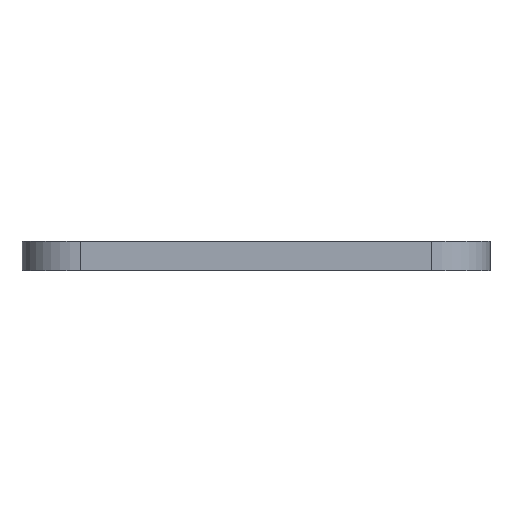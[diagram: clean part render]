
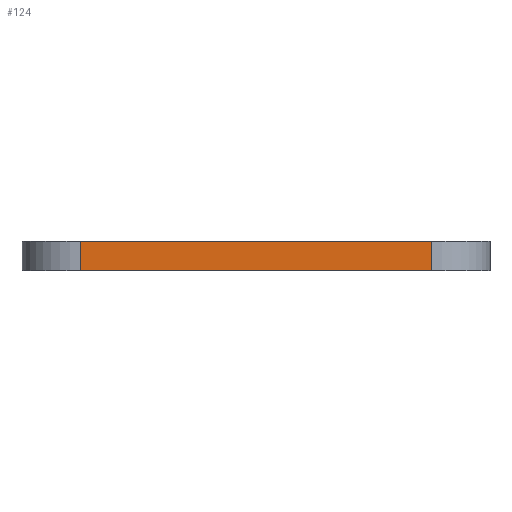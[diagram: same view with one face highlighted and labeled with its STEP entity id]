
A CAD part, front view. The second image highlights one B-rep face of the part: STEP entity #124.
In plain terms, the highlighted planar face has unit normal (0, -1, 0).
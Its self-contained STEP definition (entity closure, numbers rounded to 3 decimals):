
#106 = VERTEX_POINT ( 'NONE', #3261 ) ;
#124 = ADVANCED_FACE ( 'NONE', ( #4429 ), #1725, .F. ) ;
#415 = AXIS2_PLACEMENT_3D ( 'NONE', #954, #3642, #1710 ) ;
#437 = LINE ( 'NONE', #3592, #3086 ) ;
#624 = ORIENTED_EDGE ( 'NONE', *, *, #2620, .T. ) ;
#933 = VERTEX_POINT ( 'NONE', #1078 ) ;
#954 = CARTESIAN_POINT ( 'NONE',  ( -40., -65., 5. ) ) ;
#968 = EDGE_CURVE ( 'NONE', #1770, #4333, #3818, .T. ) ;
#1078 = CARTESIAN_POINT ( 'NONE',  ( -30., -65., 0. ) ) ;
#1202 = ORIENTED_EDGE ( 'NONE', *, *, #968, .T. ) ;
#1260 = EDGE_LOOP ( 'NONE', ( #3687, #1202, #1319, #624 ) ) ;
#1319 = ORIENTED_EDGE ( 'NONE', *, *, #4501, .F. ) ;
#1534 = VECTOR ( 'NONE', #2283, 1000. ) ;
#1710 = DIRECTION ( 'NONE',  ( 0., 0., 1. ) ) ;
#1725 = PLANE ( 'NONE',  #415 ) ;
#1770 = VERTEX_POINT ( 'NONE', #1982 ) ;
#1814 = LINE ( 'NONE', #1884, #1534 ) ;
#1884 = CARTESIAN_POINT ( 'NONE',  ( -40., -65., 0. ) ) ;
#1982 = CARTESIAN_POINT ( 'NONE',  ( 30., -65., 0. ) ) ;
#2283 = DIRECTION ( 'NONE',  ( 1., 0., 0. ) ) ;
#2620 = EDGE_CURVE ( 'NONE', #106, #933, #4413, .T. ) ;
#2660 = VECTOR ( 'NONE', #4979, 1000. ) ;
#3047 = DIRECTION ( 'NONE',  ( 0., 0., 1. ) ) ;
#3086 = VECTOR ( 'NONE', #4340, 1000. ) ;
#3261 = CARTESIAN_POINT ( 'NONE',  ( -30., -65., 5. ) ) ;
#3304 = EDGE_CURVE ( 'NONE', #933, #1770, #1814, .T. ) ;
#3460 = VECTOR ( 'NONE', #3047, 1000. ) ;
#3592 = CARTESIAN_POINT ( 'NONE',  ( -40., -65., 5. ) ) ;
#3642 = DIRECTION ( 'NONE',  ( 0., 1., 0. ) ) ;
#3687 = ORIENTED_EDGE ( 'NONE', *, *, #3304, .T. ) ;
#3818 = LINE ( 'NONE', #4198, #3460 ) ;
#3906 = CARTESIAN_POINT ( 'NONE',  ( 30., -65., 5. ) ) ;
#4198 = CARTESIAN_POINT ( 'NONE',  ( 30., -65., 5. ) ) ;
#4333 = VERTEX_POINT ( 'NONE', #3906 ) ;
#4340 = DIRECTION ( 'NONE',  ( 1., 0., 0. ) ) ;
#4413 = LINE ( 'NONE', #5009, #2660 ) ;
#4429 = FACE_OUTER_BOUND ( 'NONE', #1260, .T. ) ;
#4501 = EDGE_CURVE ( 'NONE', #106, #4333, #437, .T. ) ;
#4979 = DIRECTION ( 'NONE',  ( 0., 0., -1. ) ) ;
#5009 = CARTESIAN_POINT ( 'NONE',  ( -30., -65., 5. ) ) ;
